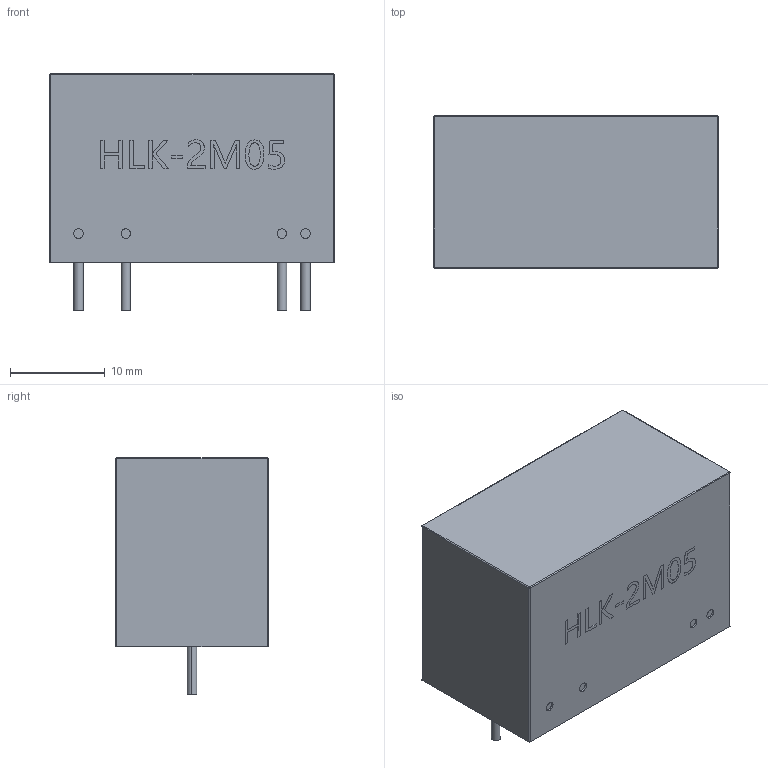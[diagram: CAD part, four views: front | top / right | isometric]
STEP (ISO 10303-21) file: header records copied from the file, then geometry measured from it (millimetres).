
FILE_DESCRIPTION (( 'STEP AP214' ), '1' );
FILE_NAME ('PWRM-TH_HLK-2M05.step', '2022-07-09T11:27:27', ( '' ), ( '' ), 'SwSTEP 2.0', 'SolidWorks 2020', '' );
FILE_SCHEMA (( 'AUTOMOTIVE_DESIGN' ));
Length unit declared in the file: millimetre
Products named in the file (1): PWRM-TH_HLK-2M05
Bounding box: 30.05 x 16.14 x 25 mm (x, y, z)
Volume: 9609.3 mm3; surface area: 2905.2 mm2
Topology: 1 solids, 1 shells, 494 faces, 1279 edges, 846 vertices
Faces by surface type: plane 281, bspline 143, cylinder 62, torus 4, sphere 4
Entity records: 21262 total; most frequent: CARTESIAN_POINT 6463, ORIENTED_EDGE 2550, DIRECTION 1823, EDGE_CURVE 1275, LINE 851, VECTOR 851, VERTEX_POINT 846, EDGE_LOOP 557
